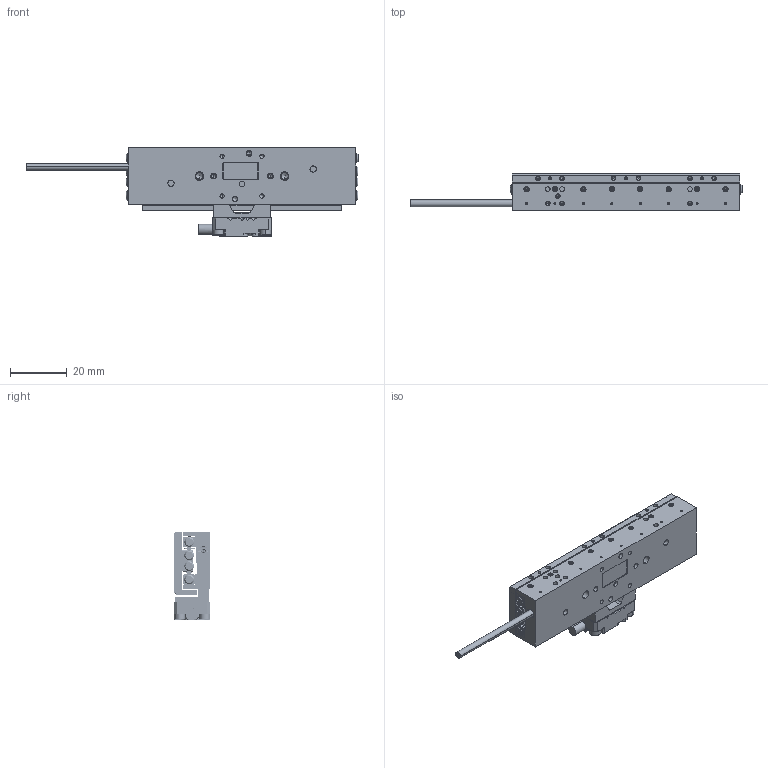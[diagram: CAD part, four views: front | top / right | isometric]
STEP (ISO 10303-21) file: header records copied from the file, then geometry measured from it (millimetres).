
FILE_DESCRIPTION (( 'STEP AP214' ), '1' );
FILE_NAME ('PPS-20-153X9.STEP', '2024-05-08T16:17:45', ( '' ), ( '' ), 'SwSTEP 2.0', 'SolidWorks 2023', '' );
FILE_SCHEMA (( 'AUTOMOTIVE_DESIGN' ));
Length unit declared in the file: millimetre
Products named in the file (19): PPS-20, Back Cover, Master Part_1.STEP; PPS-20-153X6.STEP; TFC-421 Silver Braided Cable_L70_2.STEP; NB Slide Way SVW 1000 Rail_SVW 1080.STEP; Dowel Pin, M-DIN_M01 x 004_2.STEP; PPS-20, Scale Bracket, Renishaw Atom, RCLC, RKLF, Master Part_70mm.STEP; NB Slide Way SVW 1000 Cage_SVW 1080-22Z Custom.STEP; 110212 Encoder Head, Renishaw Atom, Atmospheric_Demo_1.STEP; SCREW, MS-PFH, M-DIN_M2 x 0.4 x 05mm_1.STEP; NB Slide Way SVW 1000 Center Way_SVW 1080.STEP; PPS-20-153X9; Set Screw, Cup-H, E-ASME_E1-72 x 1''''16_3.STEP; 431420 PPS-20, Encoder Bracket, Renishaw Atom, RKLF, Tape Scale_1.STEP; 130160 Bearing, NB, Slide Way, SVW 1000_SVW 1080-22Z Custom (Rigid at Center)_1.STEP; SCREW, MS-PPH, M-JCIS_M1.6 x 0.35 x 4mm_2.STEP; SCREW, SHCS-S, M-DIN_M2 x 0.4 x 06mm_2.STEP; PPS-20, Base, Master Part_L80, No Ears_1.STEP; SCREW, SHCS-S, M-DIN_M1.6 x 0.35 x 06mm.STEP; PPS-20, Carriage, Master Part_80mm_1.STEP
Assembly tree (56 placements, depth 4):
  PPS-20-153X9
    PPS-20-153X6.STEP
      130160 Bearing, NB, Slide Way, SVW 1000_SVW 1080-22Z Custom (Rigid at Center)_1.STEP
        NB Slide Way SVW 1000 Rail_SVW 1080.STEP  x2
        NB Slide Way SVW 1000 Center Way_SVW 1080.STEP
        NB Slide Way SVW 1000 Cage_SVW 1080-22Z Custom.STEP  x2
      PPS-20, Base, Master Part_L80, No Ears_1.STEP
      PPS-20, Back Cover, Master Part_1.STEP
      TFC-421 Silver Braided Cable_L70_2.STEP
      PPS-20, Carriage, Master Part_80mm_1.STEP
      SCREW, MS-PFH, M-DIN_M2 x 0.4 x 05mm_1.STEP  x8
      Set Screw, Cup-H, E-ASME_E1-72 x 1''''16_3.STEP  x8
      SCREW, MS-PPH, M-JCIS_M1.6 x 0.35 x 4mm_2.STEP  x19
      SCREW, SHCS-S, M-DIN_M1.6 x 0.35 x 06mm.STEP  x2
      SCREW, SHCS-S, M-DIN_M2 x 0.4 x 06mm_2.STEP  x3
      Dowel Pin, M-DIN_M01 x 004_2.STEP  x2
      110212 Encoder Head, Renishaw Atom, Atmospheric_Demo_1.STEP
      431420 PPS-20, Encoder Bracket, Renishaw Atom, RKLF, Tape Scale_1.STEP
      PPS-20, Scale Bracket, Renishaw Atom, RCLC, RKLF, Master Part_70mm.STEP
Bounding box: 116.8 x 13 x 31.15 mm (x, y, z)
Volume: 20523.2 mm3; surface area: 26007.9 mm2
Topology: 67 solids, 67 shells, 2891 faces, 7214 edges, 4450 vertices
Faces by surface type: plane 1204, cylinder 925, cone 546, torus 154, bspline 62
Entity records: 71635 total; most frequent: CARTESIAN_POINT 35374, DIRECTION 7402, ORIENTED_EDGE 7324, EDGE_CURVE 3662, AXIS2_PLACEMENT_3D 2720, VERTEX_POINT 2358, LINE 1962, VECTOR 1962
